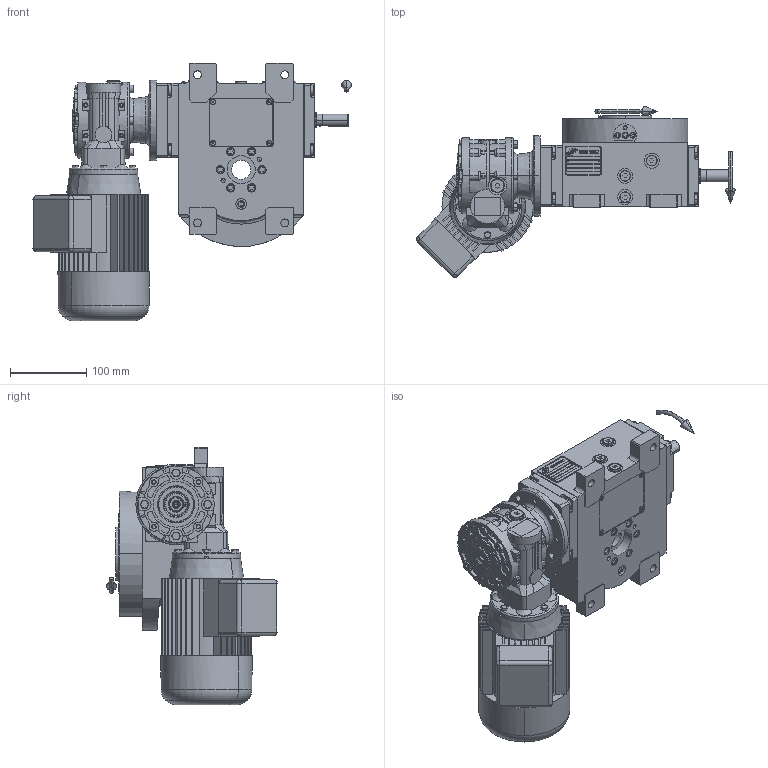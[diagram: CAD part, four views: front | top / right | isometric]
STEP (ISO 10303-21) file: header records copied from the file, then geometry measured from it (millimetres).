
FILE_DESCRIPTION (( 'STEP AP203' ), '1' );
FILE_NAME ('PC5015865.step', '2026-01-16T09:31:57', ( '' ), ( '' ), 'SwSTEP 2.0', 'SolidWorks 2020', '' );
FILE_SCHEMA (( 'CONFIG_CONTROL_DESIGN' ));
Length unit declared in the file: millimetre
Products named in the file (85): CFN2010_01_006.stp; RIG04_005_ASM.stp; cfn2000_01_129; CFN2000_01_185.stp; cfn2003_01_063; rig04_071_6_m.stp; cfn2151_01_092; CFN2203_02_001.stp; cfn2070_05_001; RIG06_021_AF0.stp; freccia_angolare_albero; AS_900_38_30_003; AS_rig04_014_s_001; cfn2276_01_065; cfn2000_01_147; 900_38_30_003; AS_cfn2476_01_001_48x38; rig04_014_s_001; cfn2000_01_161; rig04_007_master; cfn2107_01_001; rig04_002_bl_011; AS_rig04_071_6_m; RIG04_005_AF0.stp; cfn2151_01_162; rig04_003_6; AS_rig04_015; olio_agip_blasia_150; cfn2000_01_151; AS_rig04_004_s_001; cfn2128_04_011; cfn2104_01_016; cfn2151_01_087; AS_rig04_002_bl_011; cfn2115_02_068; rig04_004; CFN2155_01_007.stp; rig04_004_s_001; cfn2476_01_001_48x38; AS_rig04_004 ...
Assembly tree (77 placements, depth 5):
  CFN2010_01_006.stp
  cfn2151_01_092
  CFN2203_02_001.stp
  cfn2276_01_065
  rig04_007_master
Bounding box: 419.37 x 224.87 x 338.5 mm (x, y, z)
Volume: 3968607.5 mm3; surface area: 765623.2 mm2
Topology: 80 solids, 80 shells, 3726 faces, 9333 edges, 5974 vertices
Faces by surface type: plane 1831, cylinder 1216, cone 512, torus 139, bspline 18, sphere 10
Entity records: 126401 total; most frequent: CARTESIAN_POINT 29648, DIRECTION 18719, ORIENTED_EDGE 18032, EDGE_CURVE 9016, AXIS2_PLACEMENT_3D 6755, VERTEX_POINT 5829, LINE 5209, VECTOR 5209
